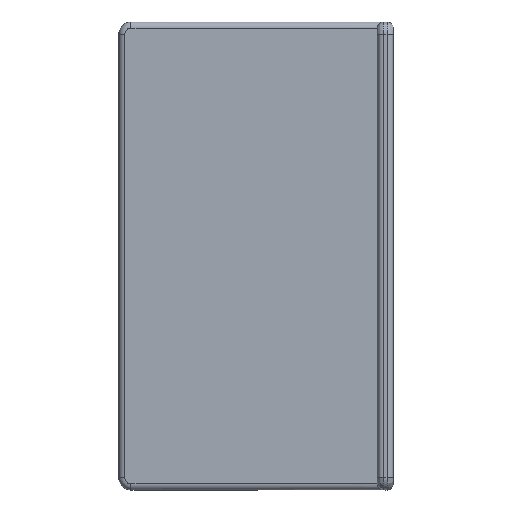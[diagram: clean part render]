
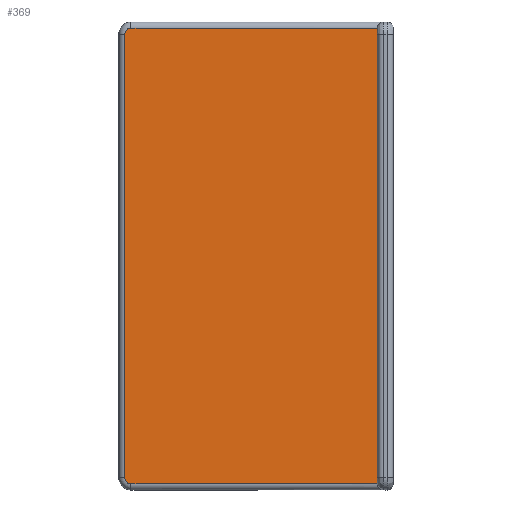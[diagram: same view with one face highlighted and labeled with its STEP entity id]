
A CAD part, left-side view. The second image highlights one B-rep face of the part: STEP entity #369.
In plain terms, the highlighted planar face has unit normal (-1, 0, 0).
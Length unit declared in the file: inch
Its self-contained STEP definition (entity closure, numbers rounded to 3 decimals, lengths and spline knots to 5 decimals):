
#18 = VERTEX_POINT ( 'NONE', #548 ) ;
#23 = EDGE_CURVE ( 'NONE', #236, #18, #440, .T. ) ;
#232 = VERTEX_POINT ( 'NONE', #891 ) ;
#236 = VERTEX_POINT ( 'NONE', #885 ) ;
#250 = EDGE_CURVE ( 'NONE', #236, #232, #853, .T. ) ;
#340 = VERTEX_POINT ( 'NONE', #1188 ) ;
#342 = EDGE_CURVE ( 'NONE', #340, #404, #1103, .T. ) ;
#357 = ORIENTED_EDGE ( 'NONE', *, *, #361, .T. ) ;
#358 = ORIENTED_EDGE ( 'NONE', *, *, #368, .T. ) ;
#359 = ORIENTED_EDGE ( 'NONE', *, *, #342, .F. ) ;
#361 = EDGE_CURVE ( 'NONE', #18, #513, #1157, .T. ) ;
#368 = EDGE_CURVE ( 'NONE', #513, #404, #1092, .T. ) ;
#369 = ADVANCED_FACE ( 'NONE', ( #1088 ), #1087, .T. ) ;
#370 = EDGE_LOOP ( 'NONE', ( #357, #358, #359, #446, #477, #514 ) ) ;
#404 = VERTEX_POINT ( 'NONE', #1043 ) ;
#423 = EDGE_CURVE ( 'NONE', #340, #232, #1356, .T. ) ;
#437 = DIRECTION ( 'NONE',  ( 0., -1., 0. ) ) ;
#438 = VECTOR ( 'NONE', #437, 39.37008 ) ;
#439 = CARTESIAN_POINT ( 'NONE',  ( -0.03937, 0.87795, -0.72835 ) ) ;
#440 = LINE ( 'NONE', #439, #438 ) ;
#446 = ORIENTED_EDGE ( 'NONE', *, *, #423, .T. ) ;
#477 = ORIENTED_EDGE ( 'NONE', *, *, #250, .F. ) ;
#513 = VERTEX_POINT ( 'NONE', #1436 ) ;
#514 = ORIENTED_EDGE ( 'NONE', *, *, #23, .T. ) ;
#548 = CARTESIAN_POINT ( 'NONE',  ( -0.03937, 0.05118, -0.72835 ) ) ;
#850 = DIRECTION ( 'NONE',  ( 0., 0., -1. ) ) ;
#851 = DIRECTION ( 'NONE',  ( 1., 0., 0. ) ) ;
#852 = AXIS2_PLACEMENT_3D ( 'NONE', #856, #851, #850 ) ;
#853 = CIRCLE ( 'NONE', #852, 0.01969 ) ;
#856 = CARTESIAN_POINT ( 'NONE',  ( -0.03937, 0.83858, -0.70866 ) ) ;
#885 = CARTESIAN_POINT ( 'NONE',  ( -0.03937, 0.83858, -0.72835 ) ) ;
#891 = CARTESIAN_POINT ( 'NONE',  ( -0.03937, 0.85827, -0.70866 ) ) ;
#1043 = CARTESIAN_POINT ( 'NONE',  ( -0.03937, 0.83858, 0.72835 ) ) ;
#1083 = DIRECTION ( 'NONE',  ( 0., 0., 1. ) ) ;
#1084 = DIRECTION ( 'NONE',  ( -1., 0., 0. ) ) ;
#1085 = CARTESIAN_POINT ( 'NONE',  ( -0.03937, 0.87795, -0.74803 ) ) ;
#1086 = AXIS2_PLACEMENT_3D ( 'NONE', #1085, #1084, #1083 ) ;
#1087 = PLANE ( 'NONE',  #1086 ) ;
#1088 = FACE_OUTER_BOUND ( 'NONE', #370, .T. ) ;
#1089 = DIRECTION ( 'NONE',  ( 0., 1., 0. ) ) ;
#1090 = VECTOR ( 'NONE', #1089, 39.37008 ) ;
#1091 = CARTESIAN_POINT ( 'NONE',  ( -0.03937, 0.87795, 0.72835 ) ) ;
#1092 = LINE ( 'NONE', #1091, #1090 ) ;
#1099 = DIRECTION ( 'NONE',  ( 0., 0., 1. ) ) ;
#1100 = DIRECTION ( 'NONE',  ( 1., 0., 0. ) ) ;
#1101 = CARTESIAN_POINT ( 'NONE',  ( -0.03937, 0.83858, 0.70866 ) ) ;
#1102 = AXIS2_PLACEMENT_3D ( 'NONE', #1101, #1100, #1099 ) ;
#1103 = CIRCLE ( 'NONE', #1102, 0.01969 ) ;
#1154 = DIRECTION ( 'NONE',  ( 0., 0., 1. ) ) ;
#1155 = VECTOR ( 'NONE', #1154, 39.37008 ) ;
#1156 = CARTESIAN_POINT ( 'NONE',  ( -0.03937, 0.05118, -0.74803 ) ) ;
#1157 = LINE ( 'NONE', #1156, #1155 ) ;
#1188 = CARTESIAN_POINT ( 'NONE',  ( -0.03937, 0.85827, 0.70866 ) ) ;
#1353 = DIRECTION ( 'NONE',  ( 0., 0., -1. ) ) ;
#1354 = VECTOR ( 'NONE', #1353, 39.37008 ) ;
#1355 = CARTESIAN_POINT ( 'NONE',  ( -0.03937, 0.85827, -0.74803 ) ) ;
#1356 = LINE ( 'NONE', #1355, #1354 ) ;
#1436 = CARTESIAN_POINT ( 'NONE',  ( -0.03937, 0.05118, 0.72835 ) ) ;
